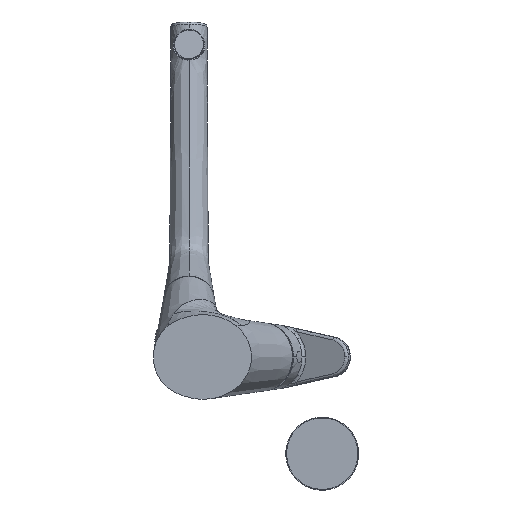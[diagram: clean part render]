
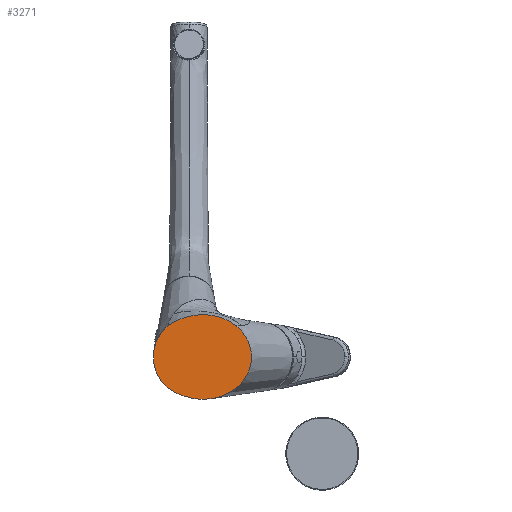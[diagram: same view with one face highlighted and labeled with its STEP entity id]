
A CAD part, front view. The second image highlights one B-rep face of the part: STEP entity #3271.
In plain terms, the highlighted planar face has unit normal (0, -1, 0).
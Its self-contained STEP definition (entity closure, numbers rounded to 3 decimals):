
#120 = CARTESIAN_POINT ( 'NONE',  ( 10.446, -0.278, 30.074 ) ) ;
#155 = CARTESIAN_POINT ( 'NONE',  ( 9.904, -0.278, 30.076 ) ) ;
#189 = CARTESIAN_POINT ( 'NONE',  ( 7.204, -0.278, 30.032 ) ) ;
#211 = ORIENTED_EDGE ( 'NONE', *, *, #738, .F. ) ;
#221 = CARTESIAN_POINT ( 'NONE',  ( 5.07, -0.278, 29.823 ) ) ;
#224 = ORIENTED_EDGE ( 'NONE', *, *, #7088, .F. ) ;
#230 = ORIENTED_EDGE ( 'NONE', *, *, #4013, .F. ) ;
#239 = ORIENTED_EDGE ( 'NONE', *, *, #3840, .F. ) ;
#256 = CARTESIAN_POINT ( 'NONE',  ( 1.908, -0.278, 29.25 ) ) ;
#286 = CARTESIAN_POINT ( 'NONE',  ( 0.86, -0.278, 29.016 ) ) ;
#738 = EDGE_CURVE ( 'NONE', #7895, #7570, #9034, .T. ) ;
#876 = CARTESIAN_POINT ( 'NONE',  ( -1.226, -0.278, 28.487 ) ) ;
#907 = CARTESIAN_POINT ( 'NONE',  ( -2.265, -0.278, 28.19 ) ) ;
#940 = CARTESIAN_POINT ( 'NONE',  ( -4.333, -0.278, 27.57 ) ) ;
#970 = CARTESIAN_POINT ( 'NONE',  ( -5.36, -0.278, 27.246 ) ) ;
#1002 = CARTESIAN_POINT ( 'NONE',  ( -7.375, -0.278, 26.518 ) ) ;
#1624 = CARTESIAN_POINT ( 'NONE',  ( -8.364, -0.278, 26.113 ) ) ;
#1653 = CARTESIAN_POINT ( 'NONE',  ( -10.271, -0.278, 25.163 ) ) ;
#1685 = CARTESIAN_POINT ( 'NONE',  ( -11.191, -0.278, 24.617 ) ) ;
#1719 = CARTESIAN_POINT ( 'NONE',  ( -13.001, -0.278, 23.466 ) ) ;
#2549 = VERTEX_POINT ( 'NONE', #4307 ) ;
#2636 = CARTESIAN_POINT ( 'NONE',  ( 65.778, -0.278, -3.706 ) ) ;
#2733 = CARTESIAN_POINT ( 'NONE',  ( 0., -0.278, -0.113 ) ) ;
#2815 = PLANE ( 'NONE',  #6565 ) ;
#3110 = CARTESIAN_POINT ( 'NONE',  ( 33.397, -0.278, 22.147 ) ) ;
#3271 = ADVANCED_FACE ( 'NONE', ( #7118 ), #2815, .F. ) ;
#3427 = CARTESIAN_POINT ( 'NONE',  ( 45.608, -0.278, -37.704 ) ) ;
#3653 = CARTESIAN_POINT ( 'NONE',  ( -14.749, -0.277, -22.428 ) ) ;
#3735 = B_SPLINE_CURVE_WITH_KNOTS ( 'NONE', 3,
 ( #8788, #3931, #1719, #1685, #1653, #1624, #1002, #970, #940, #907, #876, #286, #256, #221, #189, #155, #120, #9182, #9151, #6413, #5719, #4755, #4690, #4658, #4553, #4519, #4484, #4379, #4347, #4312, #4276, #3110 ),
 .UNSPECIFIED., .F., .F.,
 ( 4, 2, 2, 2, 2, 2, 2, 2, 2, 2, 2, 2, 2, 2, 2, 4 ),
 ( 0., 0.003, 0.006, 0.01, 0.013, 0.016, 0.019, 0.026, 0.027, 0.029, 0.032, 0.038, 0.042, 0.043, 0.045, 0.051 ),
 .UNSPECIFIED. ) ;
#3840 = EDGE_CURVE ( 'NONE', #7570, #8070, #8306, .T. ) ;
#3931 = CARTESIAN_POINT ( 'NONE',  ( -13.892, -0.278, 22.86 ) ) ;
#4013 = EDGE_CURVE ( 'NONE', #8070, #2549, #3735, .T. ) ;
#4276 = CARTESIAN_POINT ( 'NONE',  ( 31.697, -0.278, 23.504 ) ) ;
#4307 = CARTESIAN_POINT ( 'NONE',  ( 33.397, -0.278, 22.147 ) ) ;
#4312 = CARTESIAN_POINT ( 'NONE',  ( 29.889, -0.278, 24.678 ) ) ;
#4347 = CARTESIAN_POINT ( 'NONE',  ( 27.506, -0.278, 25.94 ) ) ;
#4379 = CARTESIAN_POINT ( 'NONE',  ( 27.024, -0.278, 26.182 ) ) ;
#4484 = CARTESIAN_POINT ( 'NONE',  ( 26.045, -0.278, 26.645 ) ) ;
#4519 = CARTESIAN_POINT ( 'NONE',  ( 25.549, -0.278, 26.866 ) ) ;
#4553 = CARTESIAN_POINT ( 'NONE',  ( 24.05, -0.278, 27.496 ) ) ;
#4658 = CARTESIAN_POINT ( 'NONE',  ( 23.041, -0.278, 27.869 ) ) ;
#4690 = CARTESIAN_POINT ( 'NONE',  ( 19.985, -0.278, 28.855 ) ) ;
#4755 = CARTESIAN_POINT ( 'NONE',  ( 17.91, -0.278, 29.336 ) ) ;
#5294 = CARTESIAN_POINT ( 'NONE',  ( -14.754, -0.278, 22.195 ) ) ;
#5324 = CARTESIAN_POINT ( 'NONE',  ( -30.303, -0.278, 10.2 ) ) ;
#5352 = CARTESIAN_POINT ( 'NONE',  ( -30.302, -0.278, -10.437 ) ) ;
#5719 = CARTESIAN_POINT ( 'NONE',  ( 14.744, -0.278, 29.803 ) ) ;
#6070 = CARTESIAN_POINT ( 'NONE',  ( -14.749, -0.277, -22.428 ) ) ;
#6366 = CARTESIAN_POINT ( 'NONE',  ( -14.754, -0.278, 22.195 ) ) ;
#6413 = CARTESIAN_POINT ( 'NONE',  ( 13.679, -0.278, 29.917 ) ) ;
#6565 = AXIS2_PLACEMENT_3D ( 'NONE', #2733, #7013, #7007 ) ;
#6966 = CARTESIAN_POINT ( 'NONE',  ( 33.397, -0.278, 22.147 ) ) ;
#7007 = DIRECTION ( 'NONE',  ( 0., 0., 1. ) ) ;
#7013 = DIRECTION ( 'NONE',  ( 0., 1., 0. ) ) ;
#7088 = EDGE_CURVE ( 'NONE', #2549, #7895, #9169, .T. ) ;
#7118 = FACE_OUTER_BOUND ( 'NONE', #8048, .T. ) ;
#7398 = CARTESIAN_POINT ( 'NONE',  ( -14.749, -0.277, -22.428 ) ) ;
#7408 = CARTESIAN_POINT ( 'NONE',  ( -14.118, -0.278, -22.914 ) ) ;
#7427 = CARTESIAN_POINT ( 'NONE',  ( -13.469, -0.278, -23.371 ) ) ;
#7455 = CARTESIAN_POINT ( 'NONE',  ( -12.146, -0.278, -24.247 ) ) ;
#7462 = CARTESIAN_POINT ( 'NONE',  ( -11.474, -0.278, -24.667 ) ) ;
#7469 = CARTESIAN_POINT ( 'NONE',  ( -10.101, -0.278, -25.463 ) ) ;
#7484 = CARTESIAN_POINT ( 'NONE',  ( -9.398, -0.278, -25.84 ) ) ;
#7494 = CARTESIAN_POINT ( 'NONE',  ( -7.957, -0.278, -26.513 ) ) ;
#7511 = CARTESIAN_POINT ( 'NONE',  ( -7.221, -0.278, -26.805 ) ) ;
#7521 = CARTESIAN_POINT ( 'NONE',  ( -5.729, -0.278, -27.339 ) ) ;
#7542 = CARTESIAN_POINT ( 'NONE',  ( -4.976, -0.278, -27.586 ) ) ;
#7563 = CARTESIAN_POINT ( 'NONE',  ( -3.463, -0.278, -28.062 ) ) ;
#7570 = VERTEX_POINT ( 'NONE', #3653 ) ;
#7579 = CARTESIAN_POINT ( 'NONE',  ( -2.702, -0.278, -28.29 ) ) ;
#7601 = CARTESIAN_POINT ( 'NONE',  ( 2.687, -0.277, -29.617 ) ) ;
#7645 = CARTESIAN_POINT ( 'NONE',  ( -0.413, -0.278, -28.938 ) ) ;
#7691 = CARTESIAN_POINT ( 'NONE',  ( 1.125, -0.278, -29.322 ) ) ;
#7895 = VERTEX_POINT ( 'NONE', #8684 ) ;
#8048 = EDGE_LOOP ( 'NONE', ( #211, #224, #230, #239 ) ) ;
#8070 = VERTEX_POINT ( 'NONE', #6366 ) ;
#8306 =( BOUNDED_CURVE ( )  B_SPLINE_CURVE ( 3, ( #6070, #5352, #5324, #5294 ),
 .UNSPECIFIED., .F., .F. ) 
 B_SPLINE_CURVE_WITH_KNOTS ( ( 4, 4 ),
 ( 0.62, 2.521 ),
 .UNSPECIFIED. ) 
 CURVE ( )  GEOMETRIC_REPRESENTATION_ITEM ( )  RATIONAL_B_SPLINE_CURVE ( ( 1., 0.721, 0.721, 1. ) ) 
 REPRESENTATION_ITEM ( '' )  );
#8312 = CARTESIAN_POINT ( 'NONE',  ( 2.687, -0.277, -29.617 ) ) ;
#8684 = CARTESIAN_POINT ( 'NONE',  ( 2.687, -0.277, -29.617 ) ) ;
#8788 = CARTESIAN_POINT ( 'NONE',  ( -14.754, -0.278, 22.195 ) ) ;
#9034 = B_SPLINE_CURVE_WITH_KNOTS ( 'NONE', 3,
 ( #7601, #7691, #7645, #7579, #7563, #7542, #7521, #7511, #7494, #7484, #7469, #7462, #7455, #7427, #7408, #7398 ),
 .UNSPECIFIED., .F., .F.,
 ( 4, 2, 2, 2, 2, 2, 2, 4 ),
 ( 0., 0.005, 0.007, 0.01, 0.012, 0.014, 0.017, 0.019 ),
 .UNSPECIFIED. ) ;
#9151 = CARTESIAN_POINT ( 'NONE',  ( 12.069, -0.278, 30.023 ) ) ;
#9169 =( BOUNDED_CURVE ( )  B_SPLINE_CURVE ( 3, ( #6966, #2636, #3427, #8312 ),
 .UNSPECIFIED., .F., .T. ) 
 B_SPLINE_CURVE_WITH_KNOTS ( ( 4, 4 ),
 ( 2.312, 4.925 ),
 .UNSPECIFIED. ) 
 CURVE ( )  GEOMETRIC_REPRESENTATION_ITEM ( )  RATIONAL_B_SPLINE_CURVE ( ( 1., 0.508, 0.508, 1. ) ) 
 REPRESENTATION_ITEM ( '' )  );
#9182 = CARTESIAN_POINT ( 'NONE',  ( 11.529, -0.278, 30.048 ) ) ;
